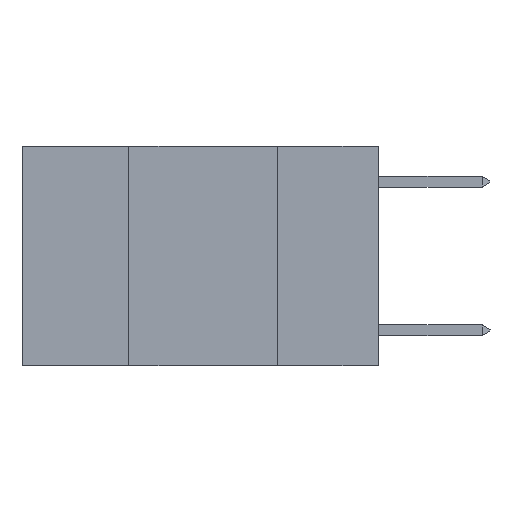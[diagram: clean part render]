
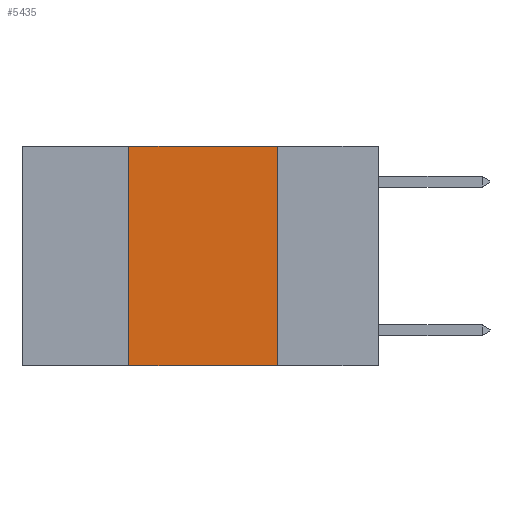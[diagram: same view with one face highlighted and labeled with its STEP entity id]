
A CAD part, left-side view. The second image highlights one B-rep face of the part: STEP entity #5435.
In plain terms, the highlighted planar face has unit normal (-1, 0, 0).
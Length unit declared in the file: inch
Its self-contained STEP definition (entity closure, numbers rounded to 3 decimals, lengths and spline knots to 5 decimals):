
#55 = ORIENTED_EDGE ( 'NONE', *, *, #12786, .F. ) ;
#510 = LINE ( 'NONE', #5699, #732 ) ;
#732 = VECTOR ( 'NONE', #5340, 39.37008 ) ;
#3946 = CARTESIAN_POINT ( 'NONE',  ( 0., 0.42, 0. ) ) ;
#4744 = EDGE_CURVE ( 'NONE', #9342, #8204, #20380, .T. ) ;
#5340 = DIRECTION ( 'NONE',  ( 0., -1., 0. ) ) ;
#5435 = ADVANCED_FACE ( 'NONE', ( #24264 ), #7494, .F. ) ;
#5699 = CARTESIAN_POINT ( 'NONE',  ( 0., 0.6, 0. ) ) ;
#6923 = VERTEX_POINT ( 'NONE', #3946 ) ;
#7108 = DIRECTION ( 'NONE',  ( 0., 0., -1. ) ) ;
#7135 = DIRECTION ( 'NONE',  ( 1., 0., 0. ) ) ;
#7159 = EDGE_CURVE ( 'NONE', #6923, #13612, #510, .T. ) ;
#7469 = CARTESIAN_POINT ( 'NONE',  ( 0., 0.6, 0. ) ) ;
#7494 = PLANE ( 'NONE',  #19422 ) ;
#8204 = VERTEX_POINT ( 'NONE', #21681 ) ;
#9342 = VERTEX_POINT ( 'NONE', #19259 ) ;
#10174 = VECTOR ( 'NONE', #21762, 39.37008 ) ;
#10221 = LINE ( 'NONE', #19774, #10174 ) ;
#11648 = VECTOR ( 'NONE', #18117, 39.37008 ) ;
#12118 = CARTESIAN_POINT ( 'NONE',  ( 0., 0.17, 0. ) ) ;
#12786 = EDGE_CURVE ( 'NONE', #9342, #6923, #13246, .T. ) ;
#13246 = LINE ( 'NONE', #18173, #11648 ) ;
#13583 = EDGE_LOOP ( 'NONE', ( #21679, #22510, #55, #24019 ) ) ;
#13612 = VERTEX_POINT ( 'NONE', #12118 ) ;
#15442 = EDGE_CURVE ( 'NONE', #13612, #8204, #10221, .T. ) ;
#18117 = DIRECTION ( 'NONE',  ( 0., 0., 1. ) ) ;
#18173 = CARTESIAN_POINT ( 'NONE',  ( 0., 0.42, 0. ) ) ;
#19259 = CARTESIAN_POINT ( 'NONE',  ( 0., 0.42, -0.37 ) ) ;
#19422 = AXIS2_PLACEMENT_3D ( 'NONE', #7469, #7135, #7108 ) ;
#19774 = CARTESIAN_POINT ( 'NONE',  ( 0., 0.17, 0. ) ) ;
#20380 = LINE ( 'NONE', #22835, #20474 ) ;
#20474 = VECTOR ( 'NONE', #22581, 39.37008 ) ;
#21679 = ORIENTED_EDGE ( 'NONE', *, *, #15442, .F. ) ;
#21681 = CARTESIAN_POINT ( 'NONE',  ( 0., 0.17, -0.37 ) ) ;
#21762 = DIRECTION ( 'NONE',  ( 0., 0., -1. ) ) ;
#22510 = ORIENTED_EDGE ( 'NONE', *, *, #7159, .F. ) ;
#22581 = DIRECTION ( 'NONE',  ( 0., -1., 0. ) ) ;
#22835 = CARTESIAN_POINT ( 'NONE',  ( 0., 0.6, -0.37 ) ) ;
#24019 = ORIENTED_EDGE ( 'NONE', *, *, #4744, .T. ) ;
#24264 = FACE_OUTER_BOUND ( 'NONE', #13583, .T. ) ;
